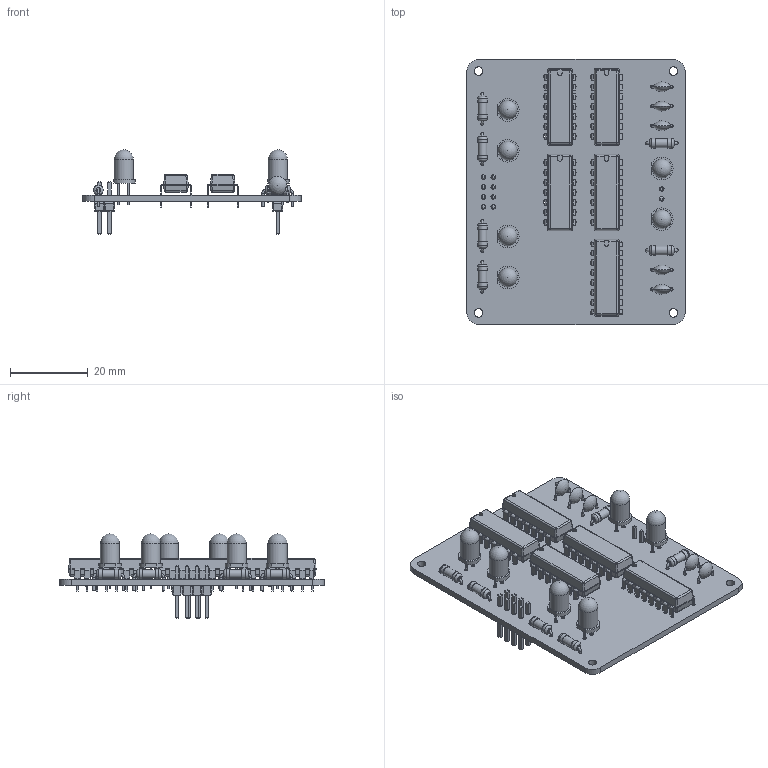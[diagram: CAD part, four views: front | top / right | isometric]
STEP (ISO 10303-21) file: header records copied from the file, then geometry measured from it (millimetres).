
FILE_DESCRIPTION(('KiCad electronic assembly'),'2;1');
FILE_NAME('add-sub-module.step','2024-11-14T12:23:21',('Pcbnew'),( 'Kicad'),'Open CASCADE STEP processor 7.8','KiCad to STEP converter' ,'Unknown');
FILE_SCHEMA(('AUTOMOTIVE_DESIGN { 1 0 10303 214 1 1 1 1 }'));
Length unit declared in the file: millimetre
Products named in the file (16): add-sub-module 1; R_Axial_DIN0207_L6.3mm_D2.5mm_P7.62mm_Horizontal; R_Axial_DIN0207_L63mm_D25mm_P762mm_Horizontal; C_Disc_D4.7mm_W2.5mm_P5.00mm; C_Disc_D47mm_W25mm_P500mm; DIP_16; N0016A_ASM; LED_D5.0mm; DIP_14; N0014A_ASM; 1x2_Header; part; 2x4_Header; add-sub-module_PCB
Assembly tree (32 placements, depth 3):
  add-sub-module 1
    R_Axial_DIN0207_L6.3mm_D2.5mm_P7.62mm_Horizontal  x6
      R_Axial_DIN0207_L63mm_D25mm_P762mm_Horizontal
    C_Disc_D4.7mm_W2.5mm_P5.00mm  x5
      C_Disc_D47mm_W25mm_P500mm
    DIP_16
      N0016A_ASM
    LED_D5.0mm  x6
      LED_D5.0mm
    DIP_14  x4
      N0014A_ASM
    1x2_Header
      part
    2x4_Header
      part
    add-sub-module_PCB
Bounding box: 56 x 68 x 21.68 mm (x, y, z)
Volume: 10197.1 mm3; surface area: 14212 mm2
Topology: 118 solids, 118 shells, 1927 faces, 4632 edges, 2967 vertices
Faces by surface type: plane 1397, cylinder 440, sphere 56, torus 24, revolution 10
Full cylindrical faces by diameter (mm): 0.5 x20, 0.6 x12, 0.787 x72, 0.8 x22, 0.9 x12, 1.143 x10, 2.2 x4, 2.25 x6, 2.5 x12, 4.9 x6
Entity records: 32831 total; most frequent: CARTESIAN_POINT 5696, DIRECTION 4870, ORIENTED_EDGE 4788, EDGE_CURVE 2394, LINE 1880, VECTOR 1880, VERTEX_POINT 1516, AXIS2_PLACEMENT_3D 1494
